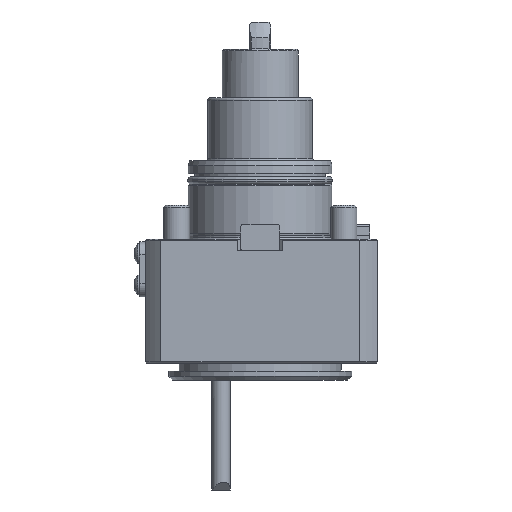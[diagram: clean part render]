
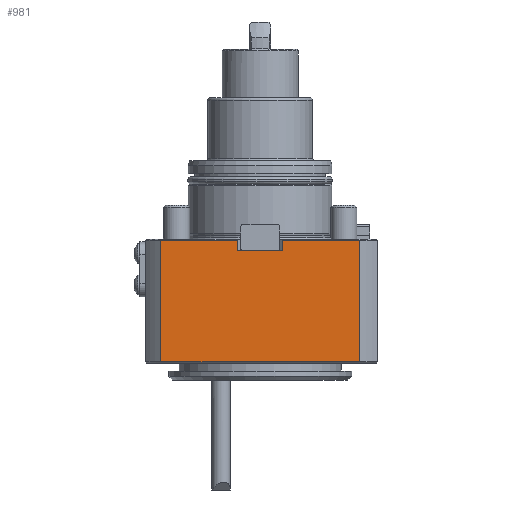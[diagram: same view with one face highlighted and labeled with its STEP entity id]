
A CAD part, front view. The second image highlights one B-rep face of the part: STEP entity #981.
In plain terms, the highlighted planar face has unit normal (0, -1, 0).
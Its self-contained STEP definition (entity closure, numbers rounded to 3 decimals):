
#121=LINE('',#5487,#390);
#131=LINE('',#5553,#400);
#132=LINE('',#5555,#401);
#140=LINE('',#5599,#409);
#167=LINE('',#5760,#436);
#169=LINE('',#5763,#438);
#170=LINE('',#5765,#439);
#171=LINE('',#5766,#440);
#390=VECTOR('',#4244,1.);
#400=VECTOR('',#4284,1.);
#401=VECTOR('',#4287,1.);
#409=VECTOR('',#4313,1.);
#436=VECTOR('',#4404,1.);
#438=VECTOR('',#4408,1.);
#439=VECTOR('',#4409,1.);
#440=VECTOR('',#4410,1.);
#981=ADVANCED_FACE('',(#1289),#1161,.T.);
#1161=PLANE('',#3837);
#1289=FACE_OUTER_BOUND('',#1468,.T.);
#1468=EDGE_LOOP('',(#1914,#1915,#1916,#1917,#1918,#1919,#1920,#1921));
#1914=ORIENTED_EDGE('',*,*,#3116,.T.);
#1915=ORIENTED_EDGE('',*,*,#3185,.T.);
#1916=ORIENTED_EDGE('',*,*,#3187,.F.);
#1917=ORIENTED_EDGE('',*,*,#3188,.T.);
#1918=ORIENTED_EDGE('',*,*,#3117,.T.);
#1919=ORIENTED_EDGE('',*,*,#3133,.F.);
#1920=ORIENTED_EDGE('',*,*,#3189,.T.);
#1921=ORIENTED_EDGE('',*,*,#3092,.F.);
#2730=VERTEX_POINT('',#5486);
#2731=VERTEX_POINT('',#5488);
#2747=VERTEX_POINT('',#5552);
#2748=VERTEX_POINT('',#5556);
#2749=VERTEX_POINT('',#5557);
#2759=VERTEX_POINT('',#5600);
#2801=VERTEX_POINT('',#5759);
#2802=VERTEX_POINT('',#5764);
#3092=EDGE_CURVE('',#2730,#2731,#121,.T.);
#3116=EDGE_CURVE('',#2730,#2747,#131,.T.);
#3117=EDGE_CURVE('',#2748,#2749,#132,.T.);
#3133=EDGE_CURVE('',#2759,#2749,#140,.T.);
#3185=EDGE_CURVE('',#2747,#2801,#167,.T.);
#3187=EDGE_CURVE('',#2802,#2801,#169,.T.);
#3188=EDGE_CURVE('',#2802,#2748,#170,.T.);
#3189=EDGE_CURVE('',#2759,#2731,#171,.T.);
#3837=AXIS2_PLACEMENT_3D('',#5767,#4411,#4412);
#4244=DIRECTION('',(0.,0.,-1.));
#4284=DIRECTION('',(-1.,0.,0.));
#4287=DIRECTION('',(-1.,0.,0.));
#4313=DIRECTION('',(0.,0.,1.));
#4404=DIRECTION('',(0.,0.,-1.));
#4408=DIRECTION('',(1.,0.,0.));
#4409=DIRECTION('',(0.,0.,1.));
#4410=DIRECTION('',(1.,0.,0.));
#4411=DIRECTION('',(0.,-1.,0.));
#4412=DIRECTION('',(-1.,0.,0.));
#5486=CARTESIAN_POINT('',(37.984,-42.5,-0.5));
#5487=CARTESIAN_POINT('',(37.984,-42.5,-60.));
#5488=CARTESIAN_POINT('',(37.984,-42.5,-47.));
#5552=CARTESIAN_POINT('',(8.5,-42.5,-0.5));
#5553=CARTESIAN_POINT('',(-44.,-42.5,-0.5));
#5555=CARTESIAN_POINT('',(-44.,-42.5,-0.5));
#5556=CARTESIAN_POINT('',(-8.5,-42.5,-0.5));
#5557=CARTESIAN_POINT('',(-37.984,-42.5,-0.5));
#5599=CARTESIAN_POINT('',(-37.984,-42.5,-60.));
#5600=CARTESIAN_POINT('',(-37.984,-42.5,-47.));
#5759=CARTESIAN_POINT('',(8.5,-42.5,-4.5));
#5760=CARTESIAN_POINT('',(8.5,-42.5,-4.5));
#5763=CARTESIAN_POINT('',(-7.5,-42.5,-4.5));
#5764=CARTESIAN_POINT('',(-8.5,-42.5,-4.5));
#5765=CARTESIAN_POINT('',(-8.5,-42.5,-0.5));
#5766=CARTESIAN_POINT('',(-44.,-42.5,-47.));
#5767=CARTESIAN_POINT('',(-44.,-42.5,-190.51));
